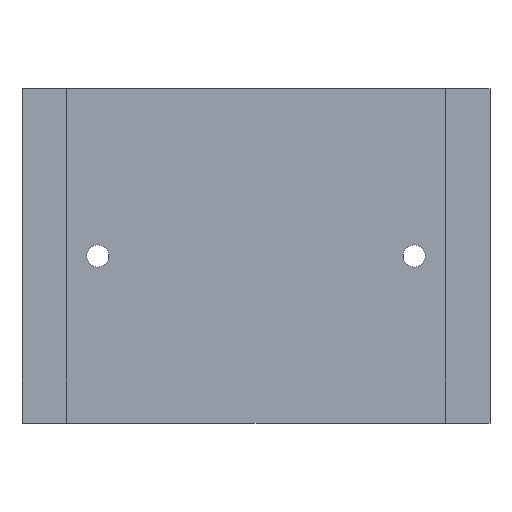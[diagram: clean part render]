
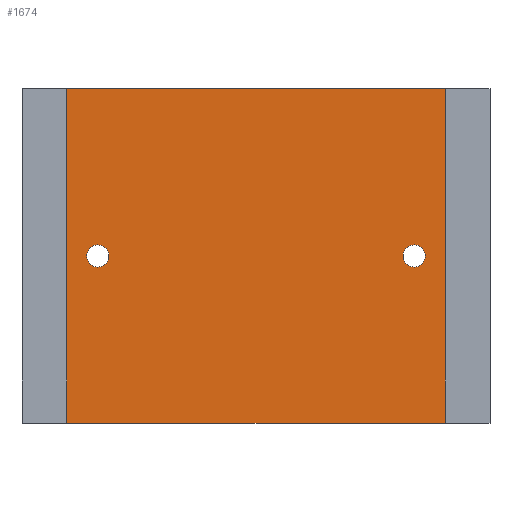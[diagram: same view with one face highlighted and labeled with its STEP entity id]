
A CAD part, top view. The second image highlights one B-rep face of the part: STEP entity #1674.
In plain terms, the highlighted planar face has unit normal (0, 0, 1).
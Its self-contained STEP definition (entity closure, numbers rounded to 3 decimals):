
#58=CIRCLE('',#1792,2.5);
#59=CIRCLE('',#1794,2.5);
#210=ORIENTED_EDGE('',*,*,#664,.F.);
#211=ORIENTED_EDGE('',*,*,#665,.F.);
#212=ORIENTED_EDGE('',*,*,#655,.T.);
#213=ORIENTED_EDGE('',*,*,#666,.F.);
#214=ORIENTED_EDGE('',*,*,#598,.F.);
#215=ORIENTED_EDGE('',*,*,#667,.F.);
#598=EDGE_CURVE('',#834,#835,#993,.T.);
#655=EDGE_CURVE('',#890,#889,#1033,.T.);
#664=EDGE_CURVE('',#898,#898,#58,.T.);
#665=EDGE_CURVE('',#899,#899,#59,.T.);
#666=EDGE_CURVE('',#835,#889,#1038,.T.);
#667=EDGE_CURVE('',#890,#834,#1039,.T.);
#834=VERTEX_POINT('',#2465);
#835=VERTEX_POINT('',#2467);
#889=VERTEX_POINT('',#2697);
#890=VERTEX_POINT('',#2699);
#898=VERTEX_POINT('',#2723);
#899=VERTEX_POINT('',#2726);
#993=LINE('',#2466,#1181);
#1033=LINE('',#2698,#1221);
#1038=LINE('',#2728,#1226);
#1039=LINE('',#2729,#1227);
#1181=VECTOR('',#1890,1000.);
#1221=VECTOR('',#1948,1000.);
#1226=VECTOR('',#1983,1000.);
#1227=VECTOR('',#1984,1000.);
#1378=EDGE_LOOP('',(#210));
#1379=EDGE_LOOP('',(#211));
#1380=EDGE_LOOP('',(#212,#213,#214,#215));
#1502=FACE_BOUND('',#1378,.T.);
#1503=FACE_BOUND('',#1379,.T.);
#1504=FACE_BOUND('',#1380,.T.);
#1596=PLANE('',#1795);
#1674=ADVANCED_FACE('',(#1502,#1503,#1504),#1596,.T.);
#1792=AXIS2_PLACEMENT_3D('',#2722,#1975,#1976);
#1794=AXIS2_PLACEMENT_3D('',#2725,#1979,#1980);
#1795=AXIS2_PLACEMENT_3D('',#2727,#1981,#1982);
#1890=DIRECTION('',(1.,0.,0.));
#1948=DIRECTION('',(1.,0.,0.));
#1975=DIRECTION('',(0.,0.,1.));
#1976=DIRECTION('',(1.,0.,0.));
#1979=DIRECTION('',(0.,0.,1.));
#1980=DIRECTION('',(1.,0.,0.));
#1981=DIRECTION('',(0.,0.,1.));
#1982=DIRECTION('',(1.,0.,0.));
#1983=DIRECTION('',(0.,-1.,0.));
#1984=DIRECTION('',(0.,1.,0.));
#2465=CARTESIAN_POINT('',(-42.5,37.5,15.));
#2466=CARTESIAN_POINT('',(-52.5,37.5,15.));
#2467=CARTESIAN_POINT('',(42.5,37.5,15.));
#2697=CARTESIAN_POINT('',(42.5,-37.5,15.));
#2698=CARTESIAN_POINT('',(-52.5,-37.5,15.));
#2699=CARTESIAN_POINT('',(-42.5,-37.5,15.));
#2722=CARTESIAN_POINT('',(35.5,0.,15.));
#2723=CARTESIAN_POINT('',(38.,0.,15.));
#2725=CARTESIAN_POINT('',(-35.5,0.,15.));
#2726=CARTESIAN_POINT('',(-33.,0.,15.));
#2727=CARTESIAN_POINT('',(-52.5,-37.5,15.));
#2728=CARTESIAN_POINT('',(42.5,37.5,15.));
#2729=CARTESIAN_POINT('',(-42.5,-37.5,15.));
